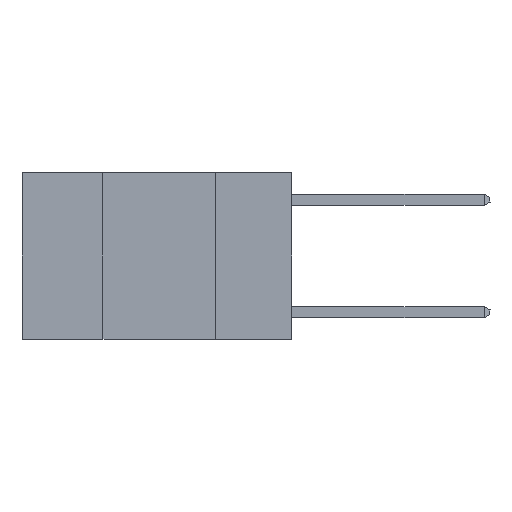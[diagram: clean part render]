
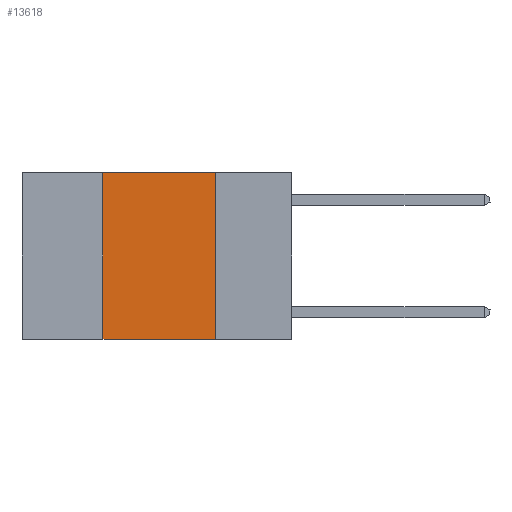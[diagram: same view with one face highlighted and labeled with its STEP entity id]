
A CAD part, left-side view. The second image highlights one B-rep face of the part: STEP entity #13618.
In plain terms, the highlighted planar face has unit normal (-1, 0, 0).
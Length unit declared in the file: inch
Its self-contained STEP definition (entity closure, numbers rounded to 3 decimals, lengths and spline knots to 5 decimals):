
#201 = AXIS2_PLACEMENT_3D ( 'NONE', #16582, #14295, #9539 ) ;
#335 = VECTOR ( 'NONE', #22213, 39.37008 ) ;
#539 = VECTOR ( 'NONE', #11320, 39.37008 ) ;
#1554 = CARTESIAN_POINT ( 'NONE',  ( 0., 0.17, -0.37 ) ) ;
#3949 = VERTEX_POINT ( 'NONE', #17879 ) ;
#4640 = LINE ( 'NONE', #25195, #539 ) ;
#5869 = ORIENTED_EDGE ( 'NONE', *, *, #8775, .F. ) ;
#6183 = ORIENTED_EDGE ( 'NONE', *, *, #6761, .T. ) ;
#6761 = EDGE_CURVE ( 'NONE', #3949, #9103, #4640, .T. ) ;
#7620 = LINE ( 'NONE', #14954, #24413 ) ;
#8775 = EDGE_CURVE ( 'NONE', #28892, #15899, #7620, .T. ) ;
#9103 = VERTEX_POINT ( 'NONE', #1554 ) ;
#9493 = EDGE_CURVE ( 'NONE', #15899, #9103, #26814, .T. ) ;
#9539 = DIRECTION ( 'NONE',  ( 0., 0., -1. ) ) ;
#10656 = CARTESIAN_POINT ( 'NONE',  ( 0., 0.17, 0. ) ) ;
#10907 = LINE ( 'NONE', #29514, #335 ) ;
#11320 = DIRECTION ( 'NONE',  ( 0., -1., 0. ) ) ;
#13618 = ADVANCED_FACE ( 'NONE', ( #28286 ), #18560, .F. ) ;
#14295 = DIRECTION ( 'NONE',  ( 1., 0., 0. ) ) ;
#14954 = CARTESIAN_POINT ( 'NONE',  ( 0., 0.6, 0. ) ) ;
#14961 = DIRECTION ( 'NONE',  ( 0., 0., -1. ) ) ;
#15184 = ORIENTED_EDGE ( 'NONE', *, *, #18430, .F. ) ;
#15899 = VERTEX_POINT ( 'NONE', #23655 ) ;
#16582 = CARTESIAN_POINT ( 'NONE',  ( 0., 0.6, 0. ) ) ;
#17879 = CARTESIAN_POINT ( 'NONE',  ( 0., 0.42, -0.37 ) ) ;
#18430 = EDGE_CURVE ( 'NONE', #3949, #28892, #10907, .T. ) ;
#18560 = PLANE ( 'NONE',  #201 ) ;
#19946 = DIRECTION ( 'NONE',  ( 0., -1., 0. ) ) ;
#20895 = ORIENTED_EDGE ( 'NONE', *, *, #9493, .F. ) ;
#22213 = DIRECTION ( 'NONE',  ( 0., 0., 1. ) ) ;
#23655 = CARTESIAN_POINT ( 'NONE',  ( 0., 0.17, 0. ) ) ;
#24413 = VECTOR ( 'NONE', #19946, 39.37008 ) ;
#24433 = VECTOR ( 'NONE', #14961, 39.37008 ) ;
#25195 = CARTESIAN_POINT ( 'NONE',  ( 0., 0.6, -0.37 ) ) ;
#25838 = CARTESIAN_POINT ( 'NONE',  ( 0., 0.42, 0. ) ) ;
#26814 = LINE ( 'NONE', #10656, #24433 ) ;
#27777 = EDGE_LOOP ( 'NONE', ( #20895, #5869, #15184, #6183 ) ) ;
#28286 = FACE_OUTER_BOUND ( 'NONE', #27777, .T. ) ;
#28892 = VERTEX_POINT ( 'NONE', #25838 ) ;
#29514 = CARTESIAN_POINT ( 'NONE',  ( 0., 0.42, 0. ) ) ;
